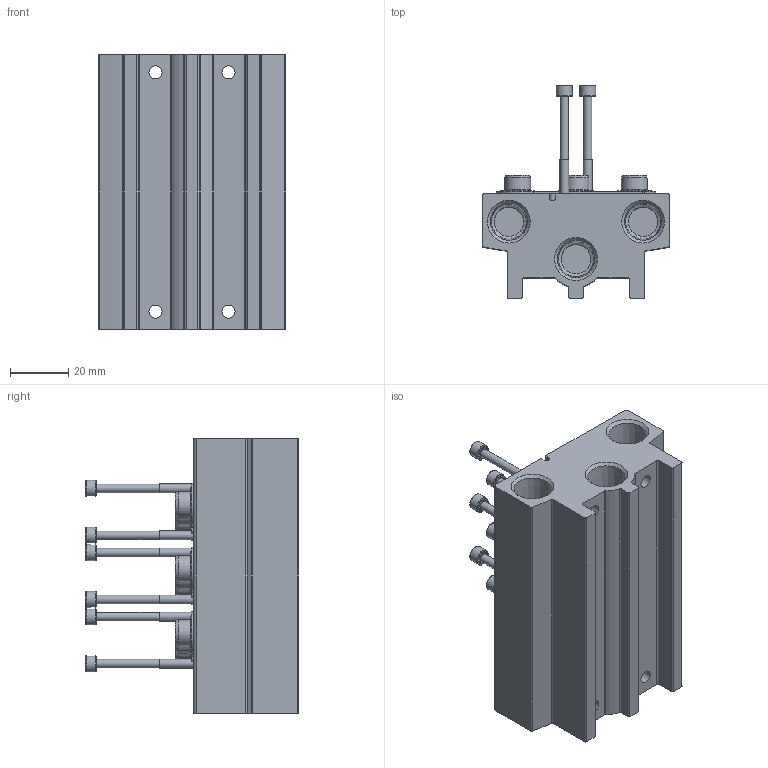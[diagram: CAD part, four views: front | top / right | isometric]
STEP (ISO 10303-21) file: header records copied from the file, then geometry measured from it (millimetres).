
FILE_DESCRIPTION(/* description */ ('STEP AP214'),/* implementation_level */ '2;1');
FILE_NAME(/* name */ '576430_VABM-B10-20S-N14-3',/* time_stamp */ '2024-09-15T21:32:24+02:00',/* author */ ('License CC BY-ND 4.0'),/* organization */ ('CADENAS'),/* preprocessor_version */ 'ST-DEVELOPER v19.3',/* originating_system */ 'PARTsolutions',/* authorisation */ ' ');
FILE_SCHEMA (('AUTOMOTIVE_DESIGN {1 0 10303 214 3 1 1}'));
Length unit declared in the file: millimetre
Products named in the file (5): 576430 VABM-B10-20S-N14-3; 576430 VABM-B10-20S-N14-3---(M); 1355283 VUVS-G18-3---(S); 2833702 F-M3x40-10.9; 174165 B-1/4-NPT---(Plug)
Assembly tree (13 placements, depth 2):
  576430 VABM-B10-20S-N14-3
    576430 VABM-B10-20S-N14-3---(M)
    1355283 VUVS-G18-3---(S)  x3
    2833702 F-M3x40-10.9  x6
    174165 B-1/4-NPT---(Plug)  x3
Bounding box: 64.2 x 73.1 x 94 mm (x, y, z)
Volume: 146819.5 mm3; surface area: 48269.1 mm2
Topology: 13 solids, 13 shells, 608 faces, 1485 edges, 943 vertices
Faces by surface type: plane 300, cylinder 162, cone 122, torus 24
Full cylindrical faces by diameter (mm): 2.459 x6, 2.92 x6, 3 x6, 3.242 x1, 3.5 x1, 4.5 x4, 5.5 x6, 6 x18, 6.35 x3, 8.9 x9, 10.1 x3, 10.8 x9
Entity records: 7911 total; most frequent: CARTESIAN_POINT 1479, DIRECTION 1361, ORIENTED_EDGE 1116, EDGE_CURVE 558, AXIS2_PLACEMENT_3D 535, FACE_BOUND 440, EDGE_LOOP 431, VERTEX_POINT 418
